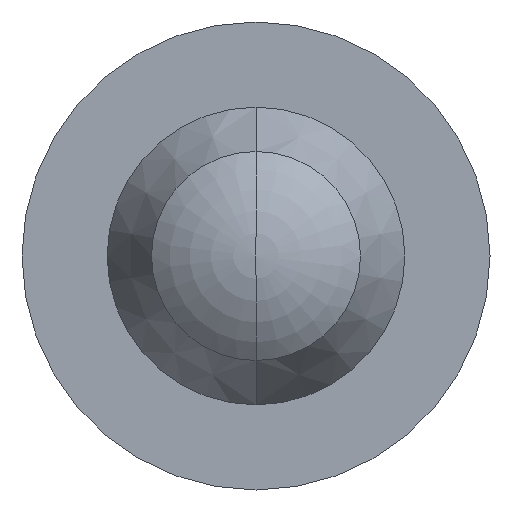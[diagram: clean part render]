
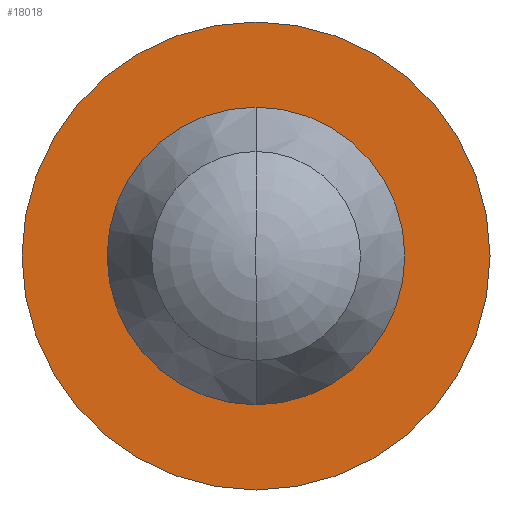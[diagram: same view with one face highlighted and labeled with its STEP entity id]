
A CAD part, front view. The second image highlights one B-rep face of the part: STEP entity #18018.
In plain terms, the highlighted planar face has unit normal (0, -1, 0).
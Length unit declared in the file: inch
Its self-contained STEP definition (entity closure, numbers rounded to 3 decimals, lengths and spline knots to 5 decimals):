
#192 = VERTEX_POINT ( 'NONE', #11780 ) ;
#456 = FACE_OUTER_BOUND ( 'NONE', #3263, .T. ) ;
#810 = DIRECTION ( 'NONE',  ( 0., -1., 0. ) ) ;
#1049 = DIRECTION ( 'NONE',  ( 0., 1., 0. ) ) ;
#2273 = DIRECTION ( 'NONE',  ( 0., 1., 0. ) ) ;
#2993 = EDGE_CURVE ( 'NONE', #192, #5801, #4446, .T. ) ;
#3132 = EDGE_CURVE ( 'NONE', #13971, #9347, #9807, .T. ) ;
#3263 = EDGE_LOOP ( 'NONE', ( #8885, #16859 ) ) ;
#4446 = CIRCLE ( 'NONE', #19038, 0.07242 ) ;
#4908 = FACE_BOUND ( 'NONE', #12374, .T. ) ;
#5042 = CIRCLE ( 'NONE', #12999, 0.07242 ) ;
#5801 = VERTEX_POINT ( 'NONE', #18368 ) ;
#6072 = AXIS2_PLACEMENT_3D ( 'NONE', #16496, #7479, #18002 ) ;
#6591 = CARTESIAN_POINT ( 'NONE',  ( 0.00005, -0.01648, -0.11381 ) ) ;
#7330 = DIRECTION ( 'NONE',  ( 0., 1., 0. ) ) ;
#7479 = DIRECTION ( 'NONE',  ( 0., 1., 0. ) ) ;
#7684 = ORIENTED_EDGE ( 'NONE', *, *, #2993, .T. ) ;
#8235 = PLANE ( 'NONE',  #16674 ) ;
#8885 = ORIENTED_EDGE ( 'NONE', *, *, #10161, .F. ) ;
#9347 = VERTEX_POINT ( 'NONE', #12743 ) ;
#9782 = CARTESIAN_POINT ( 'NONE',  ( 0., -0.01648, 0. ) ) ;
#9807 = CIRCLE ( 'NONE', #16679, 0.11381 ) ;
#10028 = CARTESIAN_POINT ( 'NONE',  ( 0.00005, -0.01648, 0. ) ) ;
#10161 = EDGE_CURVE ( 'NONE', #9347, #13971, #13317, .T. ) ;
#10590 = EDGE_CURVE ( 'NONE', #5801, #192, #5042, .T. ) ;
#11258 = CARTESIAN_POINT ( 'NONE',  ( 0.00005, -0.01648, 0. ) ) ;
#11299 = DIRECTION ( 'NONE',  ( 0., 0., -1. ) ) ;
#11540 = DIRECTION ( 'NONE',  ( 0., 0., 1. ) ) ;
#11780 = CARTESIAN_POINT ( 'NONE',  ( 0.00005, -0.01648, -0.07242 ) ) ;
#12374 = EDGE_LOOP ( 'NONE', ( #18021, #7684 ) ) ;
#12743 = CARTESIAN_POINT ( 'NONE',  ( 0.00005, -0.01648, 0.11381 ) ) ;
#12784 = DIRECTION ( 'NONE',  ( 0., 0., 1. ) ) ;
#12999 = AXIS2_PLACEMENT_3D ( 'NONE', #11258, #2273, #12784 ) ;
#13317 = CIRCLE ( 'NONE', #6072, 0.11381 ) ;
#13971 = VERTEX_POINT ( 'NONE', #6591 ) ;
#16341 = CARTESIAN_POINT ( 'NONE',  ( 0.00005, -0.01648, 0. ) ) ;
#16496 = CARTESIAN_POINT ( 'NONE',  ( 0.00005, -0.01648, 0. ) ) ;
#16674 = AXIS2_PLACEMENT_3D ( 'NONE', #9782, #810, #11299 ) ;
#16679 = AXIS2_PLACEMENT_3D ( 'NONE', #16341, #7330, #17847 ) ;
#16859 = ORIENTED_EDGE ( 'NONE', *, *, #3132, .F. ) ;
#17847 = DIRECTION ( 'NONE',  ( 0., 0., 1. ) ) ;
#18002 = DIRECTION ( 'NONE',  ( 0., 0., 1. ) ) ;
#18018 = ADVANCED_FACE ( 'NONE', ( #4908, #456 ), #8235, .T. ) ;
#18021 = ORIENTED_EDGE ( 'NONE', *, *, #10590, .T. ) ;
#18368 = CARTESIAN_POINT ( 'NONE',  ( 0.00005, -0.01648, 0.07242 ) ) ;
#19038 = AXIS2_PLACEMENT_3D ( 'NONE', #10028, #1049, #11540 ) ;
